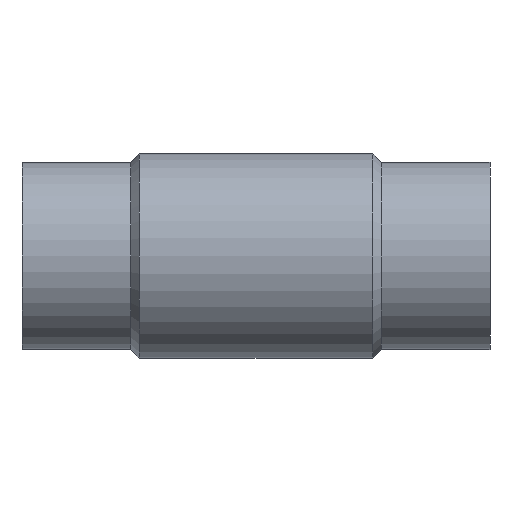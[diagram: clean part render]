
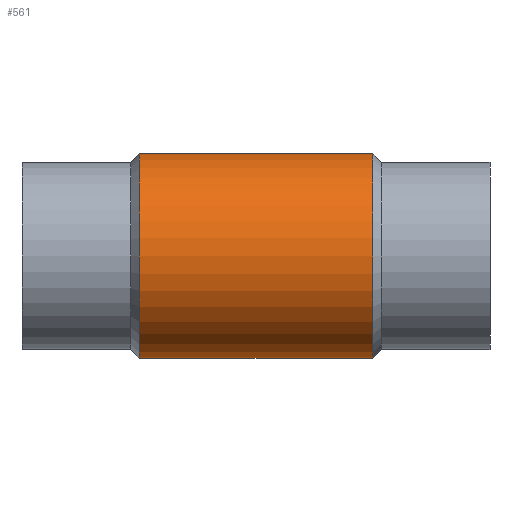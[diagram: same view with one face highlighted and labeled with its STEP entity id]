
A CAD part, front view. The second image highlights one B-rep face of the part: STEP entity #561.
In plain terms, the highlighted cylindrical face has radius 109.1 mm (diameter 218.2 mm), a full revolution.
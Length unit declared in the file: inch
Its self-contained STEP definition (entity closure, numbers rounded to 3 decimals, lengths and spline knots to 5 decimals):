
#10 =( BOUNDED_CURVE ( )  B_SPLINE_CURVE ( 3, ( #265, #338, #541, #585 ),
 .UNSPECIFIED., .F., .T. ) 
 B_SPLINE_CURVE_WITH_KNOTS ( ( 4, 4 ),
 ( 1.5708, 4.71239 ),
 .UNSPECIFIED. ) 
 CURVE ( )  GEOMETRIC_REPRESENTATION_ITEM ( )  RATIONAL_B_SPLINE_CURVE ( ( 1., 0.333, 0.333, 1. ) ) 
 REPRESENTATION_ITEM ( '' )  );
#13 = FACE_OUTER_BOUND ( 'NONE', #104, .T. ) ;
#32 = DIRECTION ( 'NONE',  ( 0., 0., -1. ) ) ;
#47 = DIRECTION ( 'NONE',  ( -1., 0., 0. ) ) ;
#52 = EDGE_CURVE ( 'NONE', #294, #381, #283, .T. ) ;
#58 = CARTESIAN_POINT ( 'NONE',  ( -2.59115, -2.21634, 13.76129 ) ) ;
#102 = VERTEX_POINT ( 'NONE', #349 ) ;
#104 = EDGE_LOOP ( 'NONE', ( #459 ) ) ;
#114 = FACE_BOUND ( 'NONE', #482, .T. ) ;
#127 = ORIENTED_EDGE ( 'NONE', *, *, #327, .T. ) ;
#131 = DIRECTION ( 'NONE',  ( 1., 0., 0. ) ) ;
#152 = CARTESIAN_POINT ( 'NONE',  ( 5.9994, 6.37422, 5.17074 ) ) ;
#176 = AXIS2_PLACEMENT_3D ( 'NONE', #418, #47, #550 ) ;
#207 = CARTESIAN_POINT ( 'NONE',  ( -2.59115, -2.21634, 13.76129 ) ) ;
#219 = CARTESIAN_POINT ( 'NONE',  ( 2.32617, -2.21634, 9.46601 ) ) ;
#243 = CIRCLE ( 'NONE', #176, 4.29528 ) ;
#265 = CARTESIAN_POINT ( 'NONE',  ( -2.59115, -2.21634, 13.76129 ) ) ;
#266 = EDGE_LOOP ( 'NONE', ( #513 ) ) ;
#269 = CYLINDRICAL_SURFACE ( 'NONE', #411, 4.29528 ) ;
#273 = FACE_OUTER_BOUND ( 'NONE', #266, .T. ) ;
#283 =( BOUNDED_CURVE ( )  B_SPLINE_CURVE ( 3, ( #532, #152, #414, #207 ),
 .UNSPECIFIED., .F., .F. ) 
 B_SPLINE_CURVE_WITH_KNOTS ( ( 4, 4 ),
 ( 1.5708, 4.71239 ),
 .UNSPECIFIED. ) 
 CURVE ( )  GEOMETRIC_REPRESENTATION_ITEM ( )  RATIONAL_B_SPLINE_CURVE ( ( 1., 0.333, 0.333, 1. ) ) 
 REPRESENTATION_ITEM ( '' )  );
#294 = VERTEX_POINT ( 'NONE', #600 ) ;
#327 = EDGE_CURVE ( 'NONE', #381, #294, #10, .T. ) ;
#338 = CARTESIAN_POINT ( 'NONE',  ( -11.18171, 6.37422, 13.76129 ) ) ;
#349 = CARTESIAN_POINT ( 'NONE',  ( -7.50848, 2.07894, 9.46601 ) ) ;
#359 = EDGE_CURVE ( 'NONE', #102, #102, #243, .T. ) ;
#365 = DIRECTION ( 'NONE',  ( 0., 1., 0. ) ) ;
#368 = EDGE_CURVE ( 'NONE', #588, #588, #483, .T. ) ;
#369 = ORIENTED_EDGE ( 'NONE', *, *, #52, .T. ) ;
#381 = VERTEX_POINT ( 'NONE', #58 ) ;
#384 = DIRECTION ( 'NONE',  ( 1., 0., 0. ) ) ;
#411 = AXIS2_PLACEMENT_3D ( 'NONE', #544, #384, #32 ) ;
#414 = CARTESIAN_POINT ( 'NONE',  ( 5.9994, 6.37422, 13.76129 ) ) ;
#418 = CARTESIAN_POINT ( 'NONE',  ( -7.50848, -2.21634, 9.46601 ) ) ;
#459 = ORIENTED_EDGE ( 'NONE', *, *, #368, .F. ) ;
#479 = CARTESIAN_POINT ( 'NONE',  ( 2.32617, 2.07894, 9.46601 ) ) ;
#482 = EDGE_LOOP ( 'NONE', ( #127, #369 ) ) ;
#483 = CIRCLE ( 'NONE', #510, 4.29528 ) ;
#510 = AXIS2_PLACEMENT_3D ( 'NONE', #219, #131, #365 ) ;
#513 = ORIENTED_EDGE ( 'NONE', *, *, #359, .F. ) ;
#532 = CARTESIAN_POINT ( 'NONE',  ( -2.59115, -2.21634, 5.17074 ) ) ;
#541 = CARTESIAN_POINT ( 'NONE',  ( -11.18171, 6.37422, 5.17074 ) ) ;
#544 = CARTESIAN_POINT ( 'NONE',  ( -2.59115, -2.21634, 9.46601 ) ) ;
#550 = DIRECTION ( 'NONE',  ( 0., 1., 0. ) ) ;
#561 = ADVANCED_FACE ( 'NONE', ( #114, #273, #13 ), #269, .T. ) ;
#585 = CARTESIAN_POINT ( 'NONE',  ( -2.59115, -2.21634, 5.17074 ) ) ;
#588 = VERTEX_POINT ( 'NONE', #479 ) ;
#600 = CARTESIAN_POINT ( 'NONE',  ( -2.59115, -2.21634, 5.17074 ) ) ;
